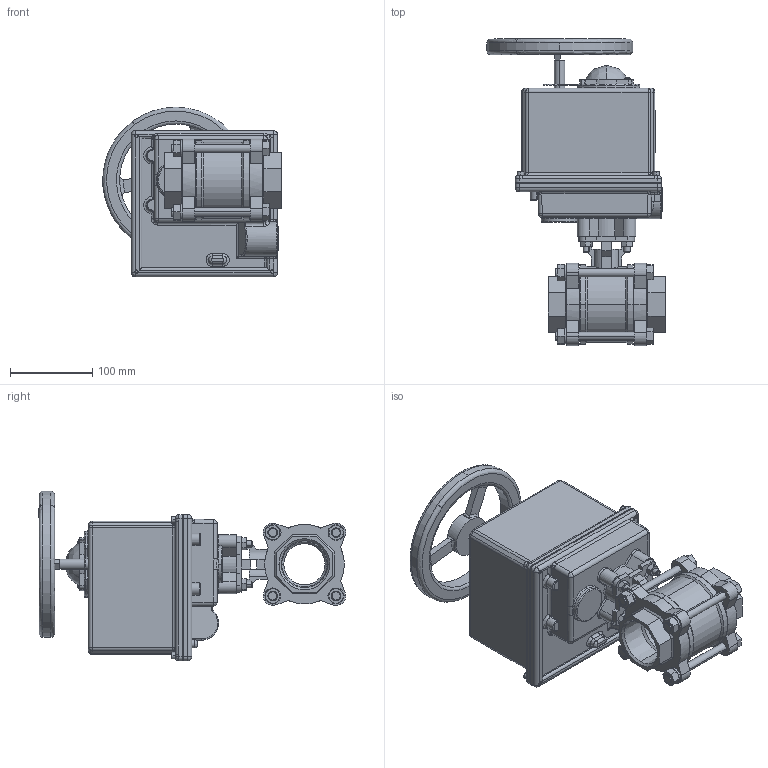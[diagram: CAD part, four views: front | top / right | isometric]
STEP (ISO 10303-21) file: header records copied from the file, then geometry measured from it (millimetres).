
FILE_DESCRIPTION (( 'STEP AP203' ), '1' );
FILE_NAME ('8700-200F_ER-6.STEP', '2017-11-14T15:41:20', ( '' ), ( '' ), 'SwSTEP 2.0', 'SolidWorks 2014', '' );
FILE_SCHEMA (( 'CONFIG_CONTROL_DESIGN' ));
Length unit declared in the file: inch
Products named in the file (1): 8700-200F_ER-6
Bounding box: 216.89 x 373.69 x 206.35 mm (x, y, z)
Surface area: 346462 mm2 (no closed solid volume)
Topology: 0 solids, 73 shells, 967 faces, 2860 edges, 1899 vertices
Faces by surface type: plane 380, cylinder 320, bspline 157, cone 110
Entity records: 43565 total; most frequent: CARTESIAN_POINT 19488, ORIENTED_EDGE 4835, DIRECTION 4703, EDGE_CURVE 2841, VERTEX_POINT 1899, AXIS2_PLACEMENT_3D 1686, VECTOR 1331, LINE 1331
